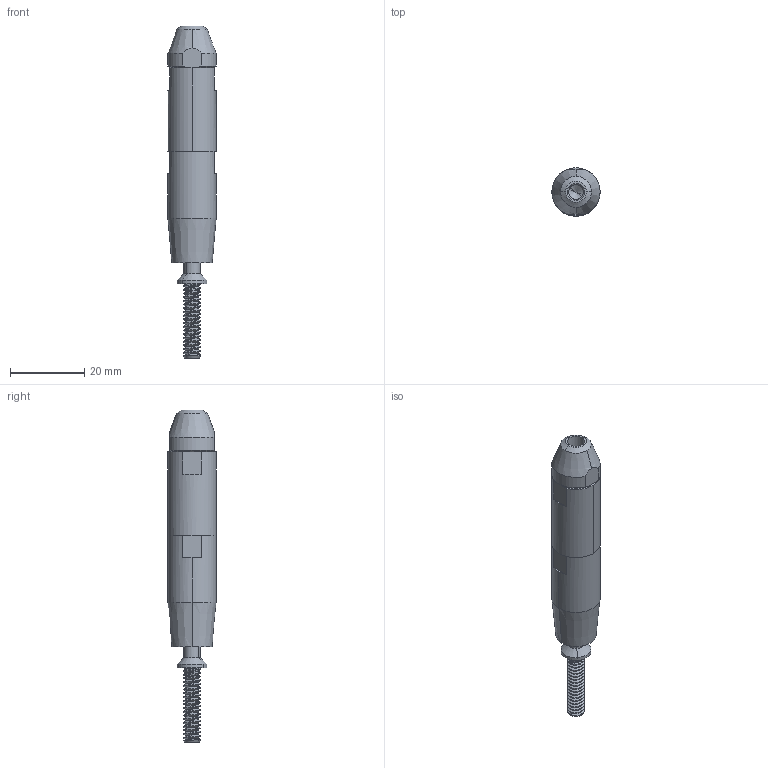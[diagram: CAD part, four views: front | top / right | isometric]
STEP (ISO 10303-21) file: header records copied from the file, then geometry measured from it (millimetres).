
FILE_DESCRIPTION (( 'STEP AP203' ), '1' );
FILE_NAME ('1806625M.STEP', '2025-05-12T15:19:02', ( '' ), ( '' ), 'SwSTEP 2.0', 'SolidWorks 2023', '' );
FILE_SCHEMA (( 'CONFIG_CONTROL_DESIGN' ));
Length unit declared in the file: millimetre
Products named in the file (7): 1806626; 1806625 part4; 1806625 part3_with thread; 1806625; 1806625 part1_with thread; 1806625M; 1806625 part2_with thread
Assembly tree (6 placements, depth 3):
  1806625M
    1806625
      1806625 part3_with thread
      1806625 part4
      1806625 part2_with thread
      1806625 part1_with thread
    1806626
Bounding box: 13 x 13 x 89.52 mm (x, y, z)
Volume: 5714.8 mm3; surface area: 9878.6 mm2
Topology: 5 solids, 5 shells, 857 faces, 2468 edges, 1624 vertices
Faces by surface type: cylinder 471, bspline 285, plane 60, cone 37, torus 2, sphere 2
Entity records: 194667 total; most frequent: CARTESIAN_POINT 176988, ORIENTED_EDGE 4922, EDGE_CURVE 2461, DIRECTION 2082, VERTEX_POINT 1621, EDGE_LOOP 872, ADVANCED_FACE 857, FACE_OUTER_BOUND 857
